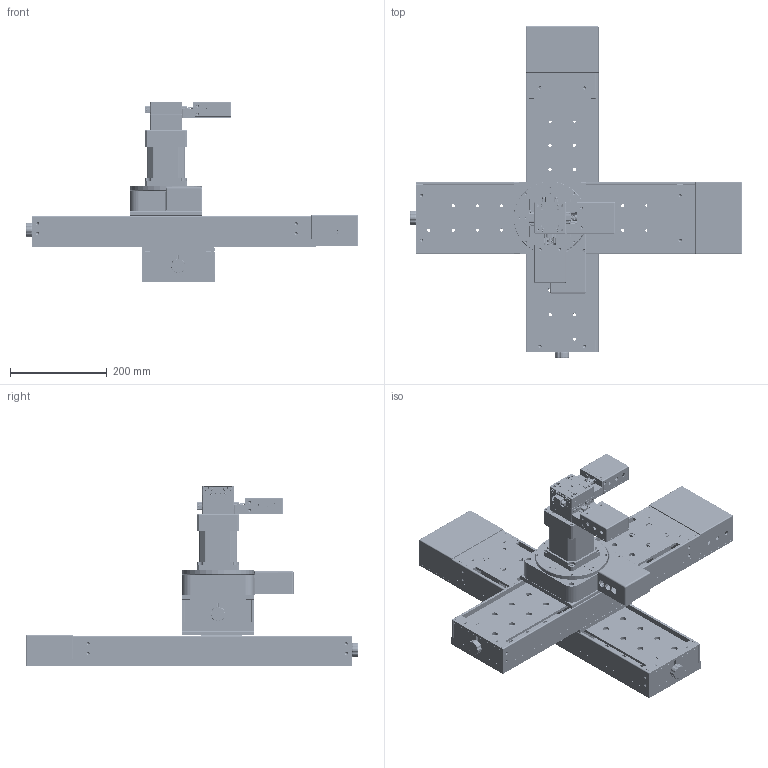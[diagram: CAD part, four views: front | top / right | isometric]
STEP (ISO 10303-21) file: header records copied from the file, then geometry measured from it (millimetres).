
FILE_DESCRIPTION (( 'STEP AP203' ), '1' );
FILE_NAME ('528683.STEP', '2025-08-05T01:26:51', ( 'Windows User' ), ( 'P R C' ), 'SwSTEP 2.0', 'SolidWorks 2020', '' );
FILE_SCHEMA (( 'CONFIG_CONTROL_DESIGN' ));
Length unit declared in the file: millimetre
Products named in the file (6): 528683; 528663; 528674; 528664; 528670; 528673
Assembly tree (6 placements, depth 2):
  528683
    528670
    528664
    528673
    528674
    528663  x2
Bounding box: 685 x 685 x 373.2 mm (x, y, z)
Volume: 8691413.6 mm3; surface area: 2419644.3 mm2
Topology: 227 solids, 253 shells, 9501 faces, 22931 edges, 14473 vertices
Faces by surface type: plane 5726, cylinder 2287, cone 973, bspline 511, torus 4
Full cylindrical faces by diameter (mm): 1.5 x28, 1.567 x8, 1.6 x12, 2 x50, 2.05 x38, 2.2 x16, 2.4 x25, 2.459 x32, 2.5 x116, 2.55 x24, 2.7 x6, 2.9 x25, 3 x77, 3.1 x2, 3.2 x37, 3.3 x109, 3.35 x4, 3.4 x94, 3.5 x36, 3.8 x4, 4 x28, 4.2 x1, 4.3 x14, 4.4 x34, 4.5 x52, 5 x143, 5.2 x2, 5.5 x20, 5.6 x6, 5.9 x1
Entity records: 219382 total; most frequent: CARTESIAN_POINT 58607, DIRECTION 32369, ORIENTED_EDGE 30142, EDGE_CURVE 15077, AXIS2_PLACEMENT_3D 11590, EDGE_LOOP 10882, VERTEX_POINT 10515, VECTOR 9189
